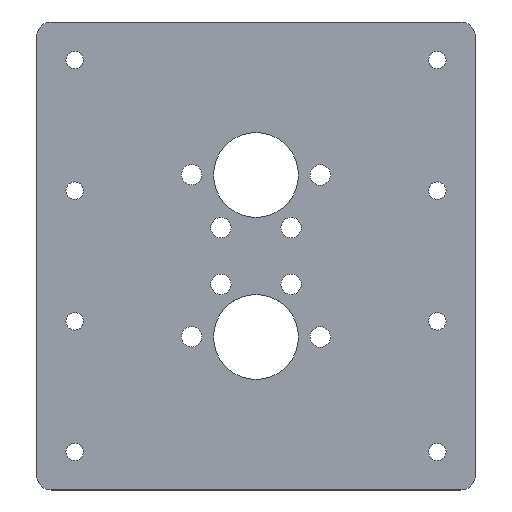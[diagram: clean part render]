
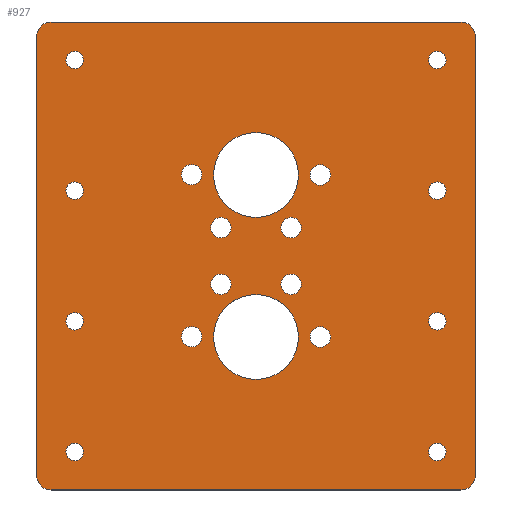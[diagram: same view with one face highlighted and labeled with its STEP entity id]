
A CAD part, top view. The second image highlights one B-rep face of the part: STEP entity #927.
In plain terms, the highlighted planar face has unit normal (0, 0, 1).
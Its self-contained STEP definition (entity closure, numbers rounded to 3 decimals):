
#25=FACE_BOUND('',#244,.T.);
#26=FACE_BOUND('',#245,.T.);
#27=FACE_BOUND('',#246,.T.);
#28=FACE_BOUND('',#247,.T.);
#29=FACE_BOUND('',#248,.T.);
#30=FACE_BOUND('',#249,.T.);
#31=FACE_BOUND('',#250,.T.);
#32=FACE_BOUND('',#251,.T.);
#33=FACE_BOUND('',#252,.T.);
#34=FACE_BOUND('',#253,.T.);
#35=FACE_BOUND('',#254,.T.);
#36=FACE_BOUND('',#255,.T.);
#37=FACE_BOUND('',#256,.T.);
#38=FACE_BOUND('',#257,.T.);
#39=FACE_BOUND('',#258,.T.);
#40=FACE_BOUND('',#259,.T.);
#41=FACE_BOUND('',#260,.T.);
#42=FACE_BOUND('',#261,.T.);
#81=CIRCLE('',#990,3.5);
#83=CIRCLE('',#993,3.5);
#85=CIRCLE('',#996,3.5);
#87=CIRCLE('',#999,3.5);
#89=CIRCLE('',#1002,3.5);
#91=CIRCLE('',#1005,3.5);
#93=CIRCLE('',#1008,3.5);
#95=CIRCLE('',#1011,3.5);
#97=CIRCLE('',#1014,14.5);
#99=CIRCLE('',#1017,14.5);
#101=CIRCLE('',#1020,3.);
#102=CIRCLE('',#1022,3.);
#103=CIRCLE('',#1024,3.);
#104=CIRCLE('',#1026,3.);
#105=CIRCLE('',#1028,3.);
#106=CIRCLE('',#1030,3.);
#107=CIRCLE('',#1032,3.);
#108=CIRCLE('',#1034,3.);
#109=CIRCLE('',#1037,5.);
#110=CIRCLE('',#1040,5.);
#111=CIRCLE('',#1043,5.);
#112=CIRCLE('',#1046,5.);
#187=FACE_OUTER_BOUND('',#243,.T.);
#243=EDGE_LOOP('',(#823,#824,#825,#826,#827,#828,#829,#830));
#244=EDGE_LOOP('',(#831));
#245=EDGE_LOOP('',(#832));
#246=EDGE_LOOP('',(#833));
#247=EDGE_LOOP('',(#834));
#248=EDGE_LOOP('',(#835));
#249=EDGE_LOOP('',(#836));
#250=EDGE_LOOP('',(#837));
#251=EDGE_LOOP('',(#838));
#252=EDGE_LOOP('',(#839));
#253=EDGE_LOOP('',(#840));
#254=EDGE_LOOP('',(#841));
#255=EDGE_LOOP('',(#842));
#256=EDGE_LOOP('',(#843));
#257=EDGE_LOOP('',(#844));
#258=EDGE_LOOP('',(#845));
#259=EDGE_LOOP('',(#846));
#260=EDGE_LOOP('',(#847));
#261=EDGE_LOOP('',(#848));
#328=LINE('',#1556,#394);
#331=LINE('',#1564,#397);
#334=LINE('',#1572,#400);
#337=LINE('',#1580,#403);
#394=VECTOR('',#1292,10.);
#397=VECTOR('',#1301,10.);
#400=VECTOR('',#1310,10.);
#403=VECTOR('',#1319,10.);
#453=VERTEX_POINT('',#1461);
#455=VERTEX_POINT('',#1467);
#457=VERTEX_POINT('',#1473);
#459=VERTEX_POINT('',#1479);
#461=VERTEX_POINT('',#1485);
#463=VERTEX_POINT('',#1491);
#465=VERTEX_POINT('',#1497);
#467=VERTEX_POINT('',#1503);
#469=VERTEX_POINT('',#1509);
#471=VERTEX_POINT('',#1515);
#473=VERTEX_POINT('',#1521);
#474=VERTEX_POINT('',#1525);
#475=VERTEX_POINT('',#1529);
#476=VERTEX_POINT('',#1533);
#477=VERTEX_POINT('',#1537);
#478=VERTEX_POINT('',#1541);
#479=VERTEX_POINT('',#1545);
#480=VERTEX_POINT('',#1549);
#481=VERTEX_POINT('',#1553);
#482=VERTEX_POINT('',#1555);
#483=VERTEX_POINT('',#1559);
#484=VERTEX_POINT('',#1563);
#485=VERTEX_POINT('',#1567);
#486=VERTEX_POINT('',#1571);
#487=VERTEX_POINT('',#1575);
#488=VERTEX_POINT('',#1579);
#553=EDGE_CURVE('',#453,#453,#81,.T.);
#556=EDGE_CURVE('',#455,#455,#83,.T.);
#559=EDGE_CURVE('',#457,#457,#85,.T.);
#562=EDGE_CURVE('',#459,#459,#87,.T.);
#565=EDGE_CURVE('',#461,#461,#89,.T.);
#568=EDGE_CURVE('',#463,#463,#91,.T.);
#571=EDGE_CURVE('',#465,#465,#93,.T.);
#574=EDGE_CURVE('',#467,#467,#95,.T.);
#577=EDGE_CURVE('',#469,#469,#97,.T.);
#580=EDGE_CURVE('',#471,#471,#99,.T.);
#583=EDGE_CURVE('',#473,#473,#101,.T.);
#585=EDGE_CURVE('',#474,#474,#102,.T.);
#587=EDGE_CURVE('',#475,#475,#103,.T.);
#589=EDGE_CURVE('',#476,#476,#104,.T.);
#591=EDGE_CURVE('',#477,#477,#105,.T.);
#593=EDGE_CURVE('',#478,#478,#106,.T.);
#595=EDGE_CURVE('',#479,#479,#107,.T.);
#597=EDGE_CURVE('',#480,#480,#108,.T.);
#600=EDGE_CURVE('',#482,#481,#328,.T.);
#602=EDGE_CURVE('',#483,#482,#109,.T.);
#604=EDGE_CURVE('',#484,#483,#331,.T.);
#606=EDGE_CURVE('',#485,#484,#110,.T.);
#608=EDGE_CURVE('',#486,#485,#334,.T.);
#610=EDGE_CURVE('',#487,#486,#111,.T.);
#612=EDGE_CURVE('',#488,#487,#337,.T.);
#614=EDGE_CURVE('',#481,#488,#112,.T.);
#823=ORIENTED_EDGE('',*,*,#614,.T.);
#824=ORIENTED_EDGE('',*,*,#612,.T.);
#825=ORIENTED_EDGE('',*,*,#610,.T.);
#826=ORIENTED_EDGE('',*,*,#608,.T.);
#827=ORIENTED_EDGE('',*,*,#606,.T.);
#828=ORIENTED_EDGE('',*,*,#604,.T.);
#829=ORIENTED_EDGE('',*,*,#602,.T.);
#830=ORIENTED_EDGE('',*,*,#600,.T.);
#831=ORIENTED_EDGE('',*,*,#597,.T.);
#832=ORIENTED_EDGE('',*,*,#595,.T.);
#833=ORIENTED_EDGE('',*,*,#593,.T.);
#834=ORIENTED_EDGE('',*,*,#591,.T.);
#835=ORIENTED_EDGE('',*,*,#589,.T.);
#836=ORIENTED_EDGE('',*,*,#587,.T.);
#837=ORIENTED_EDGE('',*,*,#585,.T.);
#838=ORIENTED_EDGE('',*,*,#583,.T.);
#839=ORIENTED_EDGE('',*,*,#580,.T.);
#840=ORIENTED_EDGE('',*,*,#577,.T.);
#841=ORIENTED_EDGE('',*,*,#574,.T.);
#842=ORIENTED_EDGE('',*,*,#571,.T.);
#843=ORIENTED_EDGE('',*,*,#568,.T.);
#844=ORIENTED_EDGE('',*,*,#565,.T.);
#845=ORIENTED_EDGE('',*,*,#562,.T.);
#846=ORIENTED_EDGE('',*,*,#559,.T.);
#847=ORIENTED_EDGE('',*,*,#556,.T.);
#848=ORIENTED_EDGE('',*,*,#553,.T.);
#881=PLANE('',#1047);
#927=ADVANCED_FACE('',(#187,#25,#26,#27,#28,#29,#30,#31,#32,#33,#34,#35,
#36,#37,#38,#39,#40,#41,#42),#881,.T.);
#990=AXIS2_PLACEMENT_3D('',#1462,#1181,#1182);
#993=AXIS2_PLACEMENT_3D('',#1468,#1188,#1189);
#996=AXIS2_PLACEMENT_3D('',#1474,#1195,#1196);
#999=AXIS2_PLACEMENT_3D('',#1480,#1202,#1203);
#1002=AXIS2_PLACEMENT_3D('',#1486,#1209,#1210);
#1005=AXIS2_PLACEMENT_3D('',#1492,#1216,#1217);
#1008=AXIS2_PLACEMENT_3D('',#1498,#1223,#1224);
#1011=AXIS2_PLACEMENT_3D('',#1504,#1230,#1231);
#1014=AXIS2_PLACEMENT_3D('',#1510,#1237,#1238);
#1017=AXIS2_PLACEMENT_3D('',#1516,#1244,#1245);
#1020=AXIS2_PLACEMENT_3D('',#1522,#1251,#1252);
#1022=AXIS2_PLACEMENT_3D('',#1526,#1256,#1257);
#1024=AXIS2_PLACEMENT_3D('',#1530,#1261,#1262);
#1026=AXIS2_PLACEMENT_3D('',#1534,#1266,#1267);
#1028=AXIS2_PLACEMENT_3D('',#1538,#1271,#1272);
#1030=AXIS2_PLACEMENT_3D('',#1542,#1276,#1277);
#1032=AXIS2_PLACEMENT_3D('',#1546,#1281,#1282);
#1034=AXIS2_PLACEMENT_3D('',#1550,#1286,#1287);
#1037=AXIS2_PLACEMENT_3D('',#1560,#1296,#1297);
#1040=AXIS2_PLACEMENT_3D('',#1568,#1305,#1306);
#1043=AXIS2_PLACEMENT_3D('',#1576,#1314,#1315);
#1046=AXIS2_PLACEMENT_3D('',#1583,#1323,#1324);
#1047=AXIS2_PLACEMENT_3D('',#1584,#1325,#1326);
#1181=DIRECTION('center_axis',(0.,0.,-1.));
#1182=DIRECTION('ref_axis',(1.,0.,0.));
#1188=DIRECTION('center_axis',(0.,0.,-1.));
#1189=DIRECTION('ref_axis',(1.,0.,0.));
#1195=DIRECTION('center_axis',(0.,0.,-1.));
#1196=DIRECTION('ref_axis',(1.,0.,0.));
#1202=DIRECTION('center_axis',(0.,0.,-1.));
#1203=DIRECTION('ref_axis',(1.,0.,0.));
#1209=DIRECTION('center_axis',(0.,0.,-1.));
#1210=DIRECTION('ref_axis',(1.,0.,0.));
#1216=DIRECTION('center_axis',(0.,0.,-1.));
#1217=DIRECTION('ref_axis',(1.,0.,0.));
#1223=DIRECTION('center_axis',(0.,0.,-1.));
#1224=DIRECTION('ref_axis',(1.,0.,0.));
#1230=DIRECTION('center_axis',(0.,0.,-1.));
#1231=DIRECTION('ref_axis',(1.,0.,0.));
#1237=DIRECTION('center_axis',(0.,0.,-1.));
#1238=DIRECTION('ref_axis',(1.,0.,0.));
#1244=DIRECTION('center_axis',(0.,0.,-1.));
#1245=DIRECTION('ref_axis',(1.,0.,0.));
#1251=DIRECTION('center_axis',(0.,0.,-1.));
#1252=DIRECTION('ref_axis',(1.,0.,0.));
#1256=DIRECTION('center_axis',(0.,0.,-1.));
#1257=DIRECTION('ref_axis',(1.,0.,0.));
#1261=DIRECTION('center_axis',(0.,0.,-1.));
#1262=DIRECTION('ref_axis',(1.,0.,0.));
#1266=DIRECTION('center_axis',(0.,0.,-1.));
#1267=DIRECTION('ref_axis',(1.,0.,0.));
#1271=DIRECTION('center_axis',(0.,0.,-1.));
#1272=DIRECTION('ref_axis',(1.,0.,0.));
#1276=DIRECTION('center_axis',(0.,0.,-1.));
#1277=DIRECTION('ref_axis',(1.,0.,0.));
#1281=DIRECTION('center_axis',(0.,0.,-1.));
#1282=DIRECTION('ref_axis',(1.,0.,0.));
#1286=DIRECTION('center_axis',(0.,0.,-1.));
#1287=DIRECTION('ref_axis',(1.,0.,0.));
#1292=DIRECTION('',(0.,-1.,0.));
#1296=DIRECTION('center_axis',(0.,0.,1.));
#1297=DIRECTION('ref_axis',(0.,1.,0.));
#1301=DIRECTION('',(-1.,0.,0.));
#1305=DIRECTION('center_axis',(0.,0.,1.));
#1306=DIRECTION('ref_axis',(1.,0.,0.));
#1310=DIRECTION('',(0.,1.,0.));
#1314=DIRECTION('center_axis',(0.,0.,1.));
#1315=DIRECTION('ref_axis',(0.,-1.,0.));
#1319=DIRECTION('',(1.,0.,0.));
#1323=DIRECTION('center_axis',(0.,0.,1.));
#1324=DIRECTION('ref_axis',(-1.,0.,0.));
#1325=DIRECTION('center_axis',(0.,0.,1.));
#1326=DIRECTION('ref_axis',(1.,0.,0.));
#1461=CARTESIAN_POINT('',(83.5,70.3,2.));
#1462=CARTESIAN_POINT('Origin',(87.,70.3,2.));
#1467=CARTESIAN_POINT('',(59.5,70.3,2.));
#1468=CARTESIAN_POINT('Origin',(63.,70.3,2.));
#1473=CARTESIAN_POINT('',(83.5,89.7,2.));
#1474=CARTESIAN_POINT('Origin',(87.,89.7,2.));
#1479=CARTESIAN_POINT('',(59.5,89.7,2.));
#1480=CARTESIAN_POINT('Origin',(63.,89.7,2.));
#1485=CARTESIAN_POINT('',(93.5,52.3,2.));
#1486=CARTESIAN_POINT('Origin',(97.,52.3,2.));
#1491=CARTESIAN_POINT('',(49.5,52.4,2.));
#1492=CARTESIAN_POINT('Origin',(53.,52.4,2.));
#1497=CARTESIAN_POINT('',(93.5,107.7,2.));
#1498=CARTESIAN_POINT('Origin',(97.,107.7,2.));
#1503=CARTESIAN_POINT('',(49.5,107.8,2.));
#1504=CARTESIAN_POINT('Origin',(53.,107.8,2.));
#1509=CARTESIAN_POINT('',(60.5,52.3,2.));
#1510=CARTESIAN_POINT('Origin',(75.,52.3,2.));
#1515=CARTESIAN_POINT('',(60.5,107.7,2.));
#1516=CARTESIAN_POINT('Origin',(75.,107.7,2.));
#1521=CARTESIAN_POINT('',(134.,13.,2.));
#1522=CARTESIAN_POINT('Origin',(137.,13.,2.));
#1525=CARTESIAN_POINT('',(134.,102.333,2.));
#1526=CARTESIAN_POINT('Origin',(137.,102.333,2.));
#1529=CARTESIAN_POINT('',(10.,102.333,2.));
#1530=CARTESIAN_POINT('Origin',(13.,102.333,2.));
#1533=CARTESIAN_POINT('',(10.,57.667,2.));
#1534=CARTESIAN_POINT('Origin',(13.,57.667,2.));
#1537=CARTESIAN_POINT('',(134.,147.,2.));
#1538=CARTESIAN_POINT('Origin',(137.,147.,2.));
#1541=CARTESIAN_POINT('',(10.,147.,2.));
#1542=CARTESIAN_POINT('Origin',(13.,147.,2.));
#1545=CARTESIAN_POINT('',(134.,57.667,2.));
#1546=CARTESIAN_POINT('Origin',(137.,57.667,2.));
#1549=CARTESIAN_POINT('',(10.,13.,2.));
#1550=CARTESIAN_POINT('Origin',(13.,13.,2.));
#1553=CARTESIAN_POINT('',(0.,5.,2.));
#1555=CARTESIAN_POINT('',(0.,155.,2.));
#1556=CARTESIAN_POINT('',(0.,155.,2.));
#1559=CARTESIAN_POINT('',(5.,160.,2.));
#1560=CARTESIAN_POINT('Origin',(5.,155.,2.));
#1563=CARTESIAN_POINT('',(145.,160.,2.));
#1564=CARTESIAN_POINT('',(145.,160.,2.));
#1567=CARTESIAN_POINT('',(150.,155.,2.));
#1568=CARTESIAN_POINT('Origin',(145.,155.,2.));
#1571=CARTESIAN_POINT('',(150.,5.,2.));
#1572=CARTESIAN_POINT('',(150.,5.,2.));
#1575=CARTESIAN_POINT('',(145.,0.,2.));
#1576=CARTESIAN_POINT('Origin',(145.,5.,2.));
#1579=CARTESIAN_POINT('',(5.,0.,2.));
#1580=CARTESIAN_POINT('',(5.,0.,2.));
#1583=CARTESIAN_POINT('Origin',(5.,5.,2.));
#1584=CARTESIAN_POINT('Origin',(75.,80.,2.));
